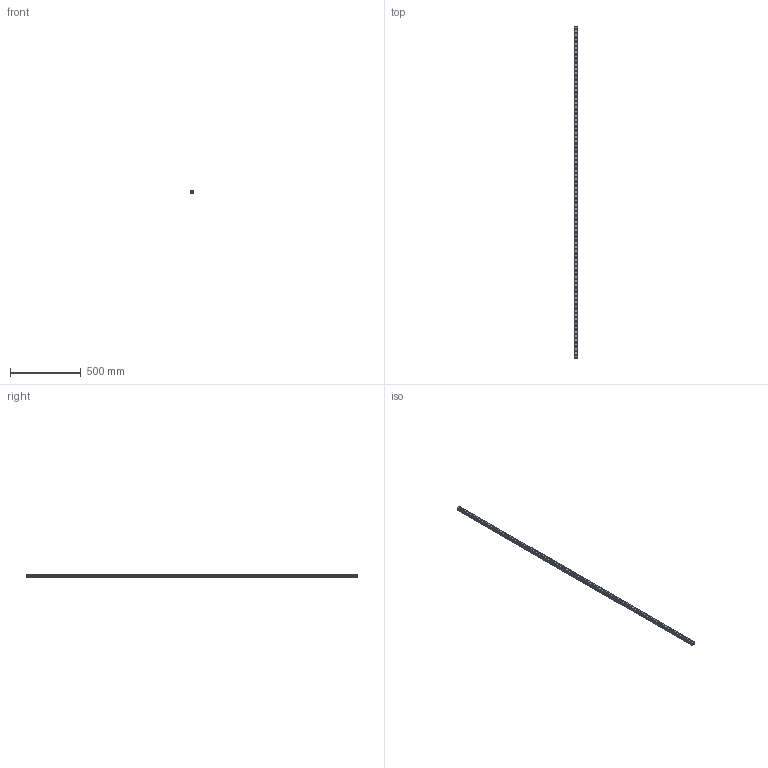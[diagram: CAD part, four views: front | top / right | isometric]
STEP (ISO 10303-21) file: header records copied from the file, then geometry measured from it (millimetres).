
FILE_DESCRIPTION(('STEP AP214'),'1');
FILE_NAME('cctmp_9C004EDA-11A1-42F5-8715-EC0B9D6069A9_2021_03_11_10_01_23_0479..stp','2021-03-11T09:01:23',('HIWIN GmbH'),('CADClick - www.CADClick.com'),'Spatial InterOp 3D',' ','unknown authorization');
FILE_SCHEMA(('AUTOMOTIVE_DESIGN'));
Length unit declared in the file: millimetre
Products named in the file (1): RGR25R2350H_FILE
Bounding box: 23 x 2350 x 23.6 mm (x, y, z)
Volume: 942836.5 mm3; surface area: 291570.1 mm2
Topology: 1 solids, 1 shells, 819 faces, 1737 edges, 1158 vertices
Faces by surface type: cylinder 486, plane 333
Entity records: 29059 total; most frequent: DIRECTION 4349, CARTESIAN_POINT 3715, ORIENTED_EDGE 3474, AXIS2_PLACEMENT_3D 1792, EDGE_CURVE 1737, VERTEX_POINT 1158, EDGE_LOOP 1057, CIRCLE 972
